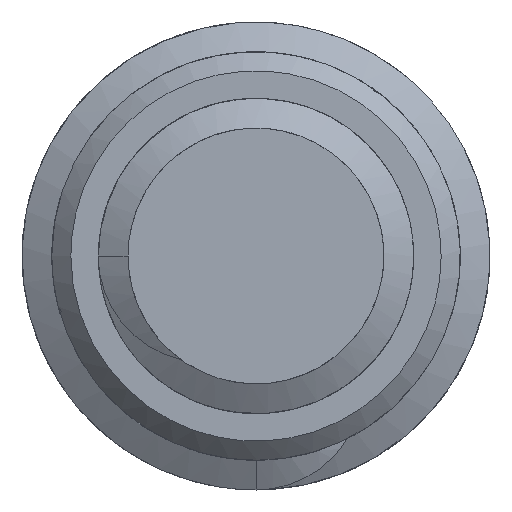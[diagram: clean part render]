
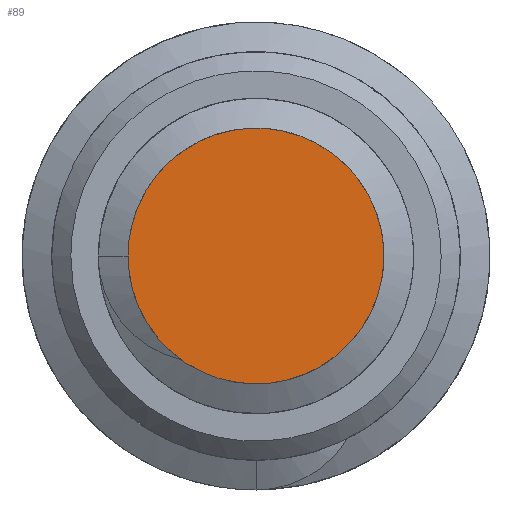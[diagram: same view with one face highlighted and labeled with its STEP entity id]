
A CAD part, left-side view. The second image highlights one B-rep face of the part: STEP entity #89.
In plain terms, the highlighted free-form (B-spline) face has degree [1, 1] with [2, 2] control points.
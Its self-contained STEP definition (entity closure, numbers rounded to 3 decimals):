
#68=CARTESIAN_POINT('',(0.,-10.05,10.05));
#69=CARTESIAN_POINT('',(0.,-10.05,-10.05));
#70=CARTESIAN_POINT('',(0.,10.05,10.05));
#71=CARTESIAN_POINT('',(0.,10.05,-10.05));
#72=B_SPLINE_SURFACE_WITH_KNOTS('',1,1,((#68,#69),(#70,#71)),.PLANE_SURF.,.F.,.F.,.U.,(2,2),(2,2),(-1.,2.),(-1.,2.),.UNSPECIFIED.);
#73=CARTESIAN_POINT('',(0.,3.35,0.));
#74=VERTEX_POINT('',#73);
#75=CARTESIAN_POINT('',(0.,3.35,0.));
#76=CARTESIAN_POINT('',(0.,3.35,-3.35));
#77=CARTESIAN_POINT('',(0.,0.,-3.35));
#78=CARTESIAN_POINT('',(0.,-3.35,-3.35));
#79=CARTESIAN_POINT('',(0.,-3.35,0.));
#80=CARTESIAN_POINT('',(0.,-3.35,3.35));
#81=CARTESIAN_POINT('',(0.,0.,3.35));
#82=CARTESIAN_POINT('',(0.,3.35,3.35));
#83=CARTESIAN_POINT('',(0.,3.35,0.));
#84=(BOUNDED_CURVE()B_SPLINE_CURVE(2,(#75,#76,#77,#78,#79,#80,#81,#82,#83),.CIRCULAR_ARC.,.T.,.U.)B_SPLINE_CURVE_WITH_KNOTS((3,2,2,2,3),(0.,0.25,0.5,0.75,1.),.UNSPECIFIED.)CURVE()GEOMETRIC_REPRESENTATION_ITEM()RATIONAL_B_SPLINE_CURVE((1.,0.707,1.,0.707,1.,0.707,1.,0.707,1.))REPRESENTATION_ITEM(''));
#85=EDGE_CURVE('',#74,#74,#84,.T.);
#86=ORIENTED_EDGE('',*,*,#85,.T.);
#87=EDGE_LOOP('',(#86));
#88=FACE_OUTER_BOUND('',#87,.T.);
#89=ADVANCED_FACE('',(#88),#72,.T.);
